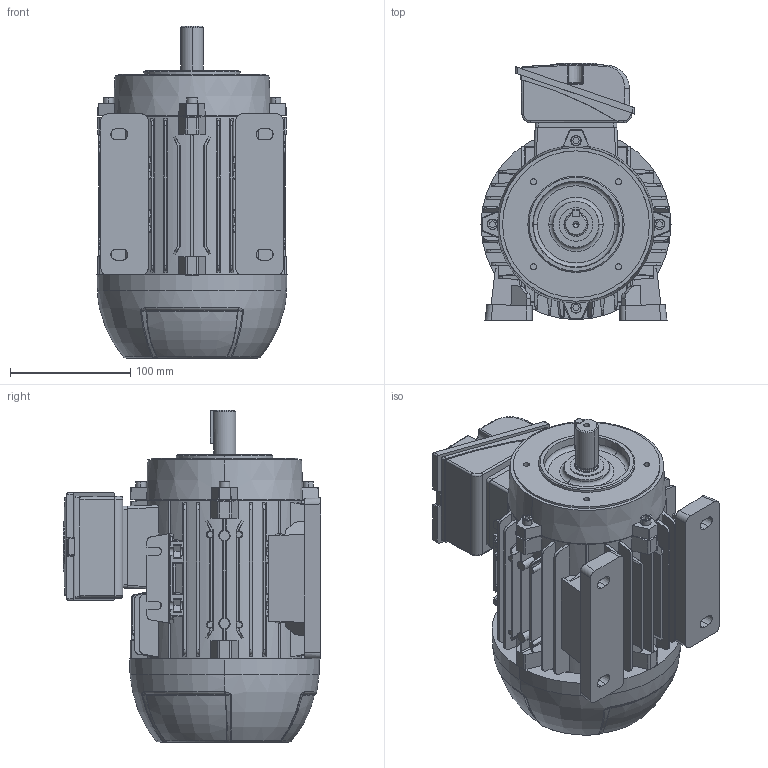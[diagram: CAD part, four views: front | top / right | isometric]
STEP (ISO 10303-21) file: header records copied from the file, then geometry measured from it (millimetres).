
FILE_DESCRIPTION (( 'STEP AP203' ), '1' );
FILE_NAME ('80M_CP_DI_TOP.STEP', '2021-11-05T16:04:45', ( '' ), ( '' ), 'SwSTEP 2.0', 'SolidWorks 2018', '' );
FILE_SCHEMA (( 'CONFIG_CONTROL_DESIGN' ));
Length unit declared in the file: millimetre
Products named in the file (25): 80M_CP_DI_TOP; 105035111; 500014959_10.5007.078; Parafuso Altracs M5_10.5011.286 x 22; 105032001_10.5032.006-6-6x28; Parafuso Altracs M5; 105006192_50.5307.040; EIXO IEC 80_50.5087.043; EIXO IEC 80; 105007077; 105006080_505007993; 500014957B; 500014959; 105035111_505007594- C-Din PadrÆo ; 105006080; 500014957B_10.5007.074; 105033022; 105032001; 105006192
Assembly tree (14 placements, depth 2):
  80M_CP_DI_TOP
    EIXO IEC 80_50.5087.043
    105032001_10.5032.006-6-6x28
    105033022
    105035111_505007594- C-Din PadrÆo 
    Parafuso Altracs M5_10.5011.286 x 22  x4
    500014959_10.5007.078
    105006192_50.5307.040
    105006080_505007993  x2
    500014957B_10.5007.074
    105007077
  105035111
  Parafuso Altracs M5
  Parafuso Altracs M5
  EIXO IEC 80
Bounding box: 158 x 214.07 x 276 mm (x, y, z)
Volume: 4162518.2 mm3; surface area: 399313.7 mm2
Topology: 14 solids, 14 shells, 1746 faces, 4613 edges, 2963 vertices
Faces by surface type: plane 836, cylinder 386, bspline 208, cone 198, torus 74, sphere 44
Entity records: 59866 total; most frequent: CARTESIAN_POINT 19815, ORIENTED_EDGE 8678, DIRECTION 6939, EDGE_CURVE 4339, VERTEX_POINT 2799, AXIS2_PLACEMENT_3D 2366, VECTOR 2207, LINE 2207
